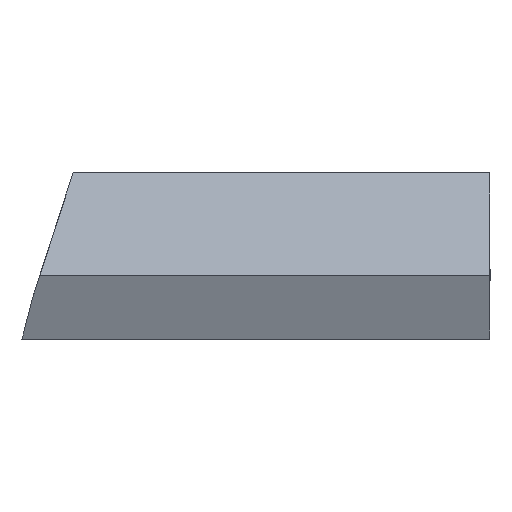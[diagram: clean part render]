
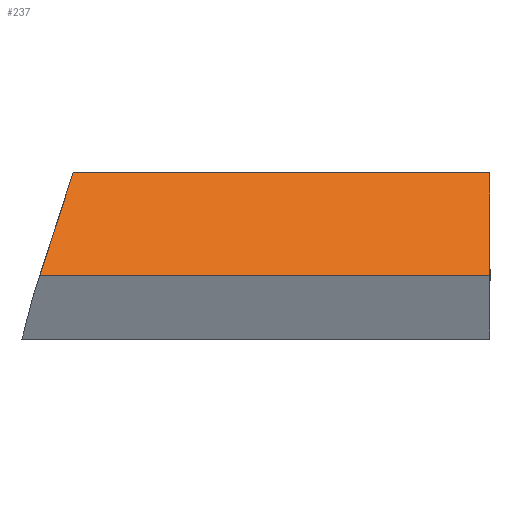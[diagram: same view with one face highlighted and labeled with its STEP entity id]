
A CAD part, left-side view. The second image highlights one B-rep face of the part: STEP entity #237.
In plain terms, the highlighted planar face has unit normal (-0.707, 0, 0.707).
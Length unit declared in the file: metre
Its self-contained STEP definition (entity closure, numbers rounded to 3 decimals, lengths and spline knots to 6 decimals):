
#33=ORIENTED_EDGE('',*,*,#94,.T.);
#34=ORIENTED_EDGE('',*,*,#95,.T.);
#35=ORIENTED_EDGE('',*,*,#86,.F.);
#36=ORIENTED_EDGE('',*,*,#96,.T.);
#86=EDGE_CURVE('',#117,#114,#139,.T.);
#94=EDGE_CURVE('',#124,#125,#147,.T.);
#95=EDGE_CURVE('',#125,#114,#148,.T.);
#96=EDGE_CURVE('',#117,#124,#149,.T.);
#114=VERTEX_POINT('',#347);
#117=VERTEX_POINT('',#352);
#124=VERTEX_POINT('',#371);
#125=VERTEX_POINT('',#372);
#139=LINE('',#353,#164);
#147=LINE('',#370,#172);
#148=LINE('',#373,#173);
#149=LINE('',#374,#174);
#164=VECTOR('',#286,1.);
#172=VECTOR('',#300,1.);
#173=VECTOR('',#301,1.);
#174=VECTOR('',#302,1.);
#189=EDGE_LOOP('',(#33,#34,#35,#36));
#208=FACE_BOUND('',#189,.T.);
#227=PLANE('',#263);
#237=ADVANCED_FACE('',(#208),#227,.T.);
#263=AXIS2_PLACEMENT_3D('',#369,#298,#299);
#286=DIRECTION('',(0.,-1.,0.));
#298=DIRECTION('',(-0.707,0.,0.707));
#299=DIRECTION('',(0.707,0.,0.707));
#300=DIRECTION('',(0.,-1.,0.));
#301=DIRECTION('',(0.707,0.,0.707));
#302=DIRECTION('',(-0.689,0.224,-0.689));
#347=CARTESIAN_POINT('',(-0.018478,0.004906,0.009722));
#352=CARTESIAN_POINT('',(-0.018478,0.028035,0.009722));
#353=CARTESIAN_POINT('',(-0.018478,0.015118,0.009722));
#369=CARTESIAN_POINT('',(-0.018487,0.5058,0.009713));
#370=CARTESIAN_POINT('',(-0.024164,0.5058,0.004036));
#371=CARTESIAN_POINT('',(-0.024164,0.029884,0.004036));
#372=CARTESIAN_POINT('',(-0.024164,0.004906,0.004036));
#373=CARTESIAN_POINT('',(-0.018487,0.004906,0.009713));
#374=CARTESIAN_POINT('',(0.000972,0.021713,0.029172));
